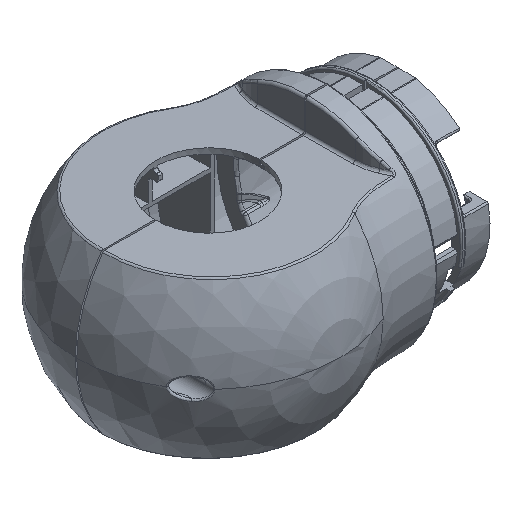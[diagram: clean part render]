
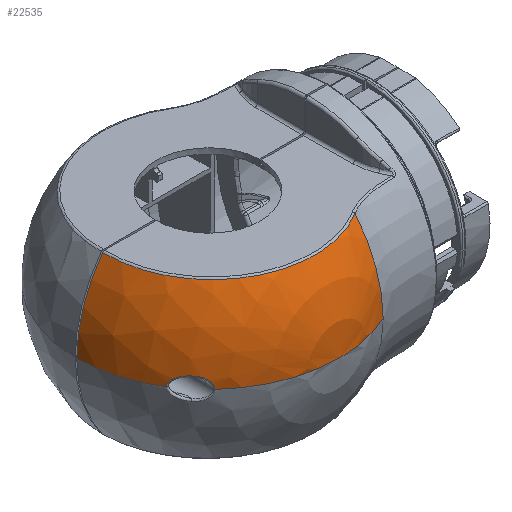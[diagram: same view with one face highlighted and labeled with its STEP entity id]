
A CAD part, isometric view. The second image highlights one B-rep face of the part: STEP entity #22535.
In plain terms, the highlighted spherical face has radius 26.5 mm.
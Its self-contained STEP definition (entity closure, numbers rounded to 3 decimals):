
#15283=CARTESIAN_POINT('',(-91.,21.5,335.36));
#15284=DIRECTION('',(0.,-1.,0.));
#15285=DIRECTION('',(-0.847,0.,0.531));
#15286=AXIS2_PLACEMENT_3D('',#15283,#15284,#15285);
#15288=CARTESIAN_POINT('',(-91.,37.296,335.636));
#15289=DIRECTION('',(0.,1.,0.017));
#15290=DIRECTION('',(-1.,0.,-0.006));
#15291=AXIS2_PLACEMENT_3D('',#15288,#15289,#15290);
#15293=CARTESIAN_POINT('',(-79.844,21.5,335.36));
#15294=DIRECTION('',(1.,0.,0.));
#15295=DIRECTION('',(0.,0.644,0.765));
#15296=AXIS2_PLACEMENT_3D('',#15293,#15294,#15295);
#15298=CARTESIAN_POINT('',(-91.,21.5,335.36));
#15299=DIRECTION('',(0.,-1.,0.));
#15300=DIRECTION('',(0.,0.,1.));
#15301=AXIS2_PLACEMENT_3D('',#15298,#15299,#15300);
#15303=CARTESIAN_POINT('',(-109.004,21.5,
354.805));
#15304=CARTESIAN_POINT('',(-109.004,21.569,
354.805));
#15305=CARTESIAN_POINT('',(-109.01,21.708,
354.798));
#15306=CARTESIAN_POINT('',(-109.041,21.923,
354.767));
#15307=CARTESIAN_POINT('',(-109.093,22.138,
354.712));
#15308=CARTESIAN_POINT('',(-109.169,22.352,
354.632));
#15309=CARTESIAN_POINT('',(-109.268,22.561,
354.528));
#15310=CARTESIAN_POINT('',(-109.394,22.766,
354.395));
#15311=CARTESIAN_POINT('',(-109.548,22.966,
354.23));
#15312=CARTESIAN_POINT('',(-109.735,23.157,
354.029));
#15313=CARTESIAN_POINT('',(-109.96,23.336,
353.785));
#15314=CARTESIAN_POINT('',(-110.226,23.495,
353.49));
#15315=CARTESIAN_POINT('',(-110.529,23.621,
353.149));
#15316=CARTESIAN_POINT('',(-110.865,23.704,
352.763));
#15317=CARTESIAN_POINT('',(-111.105,23.726,
352.481));
#15318=CARTESIAN_POINT('',(-111.229,23.725,
352.333));
#15320=CARTESIAN_POINT('',(-113.454,21.5,
349.433));
#15321=CARTESIAN_POINT('',(-113.454,21.56,
349.433));
#15322=CARTESIAN_POINT('',(-113.449,21.681,
349.44));
#15323=CARTESIAN_POINT('',(-113.426,21.869,
349.473));
#15324=CARTESIAN_POINT('',(-113.385,22.063,
349.533));
#15325=CARTESIAN_POINT('',(-113.323,22.264,
349.621));
#15326=CARTESIAN_POINT('',(-113.235,22.472,
349.745));
#15327=CARTESIAN_POINT('',(-113.117,22.687,
349.911));
#15328=CARTESIAN_POINT('',(-112.964,22.902,
350.122));
#15329=CARTESIAN_POINT('',(-112.773,23.112,
350.382));
#15330=CARTESIAN_POINT('',(-112.537,23.31,
350.696));
#15331=CARTESIAN_POINT('',(-112.252,23.486,
351.069));
#15332=CARTESIAN_POINT('',(-111.93,23.622,
351.478));
#15333=CARTESIAN_POINT('',(-111.583,23.706,
351.908));
#15334=CARTESIAN_POINT('',(-111.348,23.725,
352.191));
#15335=CARTESIAN_POINT('',(-111.229,23.725,
352.333));
#15396=CARTESIAN_POINT('',(-91.,21.5,335.36));
#15397=DIRECTION('',(0.,1.,0.));
#15398=DIRECTION('',(0.,0.,1.));
#15399=AXIS2_PLACEMENT_3D('',#15396,#15397,#15398);
#17966=CARTESIAN_POINT('',(-91.,21.5,335.51));
#17967=DIRECTION('',(0.,0.,1.));
#17968=DIRECTION('',(-0.803,0.596,0.));
#17969=AXIS2_PLACEMENT_3D('',#17966,#17967,#17968);
#21201=VERTEX_POINT('',#15320);
#21202=VERTEX_POINT('',#15335);
#21203=CARTESIAN_POINT('',(-117.5,21.5,335.51));
#21204=VERTEX_POINT('',#21203);
#21205=CARTESIAN_POINT('',(-112.276,37.298,335.51));
#21206=VERTEX_POINT('',#21205);
#21207=CARTESIAN_POINT('',(-79.844,36.98,
353.75));
#21208=VERTEX_POINT('',#21207);
#21209=CARTESIAN_POINT('',(-79.844,21.5,359.398));
#21210=VERTEX_POINT('',#21209);
#21211=CARTESIAN_POINT('',(-91.,21.5,361.86));
#21212=VERTEX_POINT('',#21211);
#21213=CARTESIAN_POINT('',(-109.004,21.5,354.805));
#21214=VERTEX_POINT('',#21213);
#22512=CARTESIAN_POINT('',(-91.,21.5,335.36));
#22513=DIRECTION('',(0.,0.,-1.));
#22514=DIRECTION('',(-1.,0.,0.));
#22515=AXIS2_PLACEMENT_3D('',#22512,#22513,#22514);
#22516=SPHERICAL_SURFACE('',#22515,26.5);
#22518=ORIENTED_EDGE('',*,*,#22517,.F.);
#22520=ORIENTED_EDGE('',*,*,#22519,.T.);
#22522=ORIENTED_EDGE('',*,*,#22521,.F.);
#22524=ORIENTED_EDGE('',*,*,#22523,.T.);
#22526=ORIENTED_EDGE('',*,*,#22525,.T.);
#22528=ORIENTED_EDGE('',*,*,#22527,.F.);
#22530=ORIENTED_EDGE('',*,*,#22529,.T.);
#22532=ORIENTED_EDGE('',*,*,#22531,.T.);
#22533=EDGE_LOOP('',(#22518,#22520,#22522,#22524,#22526,#22528,#22530,#22532));
#22534=FACE_OUTER_BOUND('',#22533,.F.);
#22535=ADVANCED_FACE('',(#22534),#22516,.T.);
#15287=CIRCLE('',#15286,26.5);
#15292=CIRCLE('',#15291,21.276);
#15297=CIRCLE('',#15296,24.038);
#15302=CIRCLE('',#15301,26.5);
#15319=B_SPLINE_CURVE_WITH_KNOTS('',3,(#15303,#15304,#15305,#15306,#15307,
#15308,#15309,#15310,#15311,#15312,#15313,#15314,#15315,#15316,#15317,#15318),
.UNSPECIFIED.,.F.,.F.,(4,1,1,1,1,1,1,1,1,1,1,1,1,4),(0.,0.077,
0.154,0.231,0.308,0.385,
0.462,0.538,0.615,0.692,
0.769,0.846,0.923,1.),.UNSPECIFIED.);
#15336=B_SPLINE_CURVE_WITH_KNOTS('',3,(#15320,#15321,#15322,#15323,#15324,
#15325,#15326,#15327,#15328,#15329,#15330,#15331,#15332,#15333,#15334,#15335),
.UNSPECIFIED.,.F.,.F.,(4,1,1,1,1,1,1,1,1,1,1,1,1,4),(0.,0.077,
0.154,0.231,0.308,0.385,
0.462,0.538,0.615,0.692,
0.769,0.846,0.923,1.),.UNSPECIFIED.);
#15400=CIRCLE('',#15399,26.5);
#17970=CIRCLE('',#17969,26.5);
#22517=EDGE_CURVE('',#21201,#21202,#15336,.T.);
#22519=EDGE_CURVE('',#21201,#21204,#15287,.T.);
#22521=EDGE_CURVE('',#21206,#21204,#17970,.T.);
#22523=EDGE_CURVE('',#21206,#21208,#15292,.T.);
#22525=EDGE_CURVE('',#21208,#21210,#15297,.T.);
#22527=EDGE_CURVE('',#21212,#21210,#15400,.T.);
#22529=EDGE_CURVE('',#21212,#21214,#15302,.T.);
#22531=EDGE_CURVE('',#21214,#21202,#15319,.T.);
